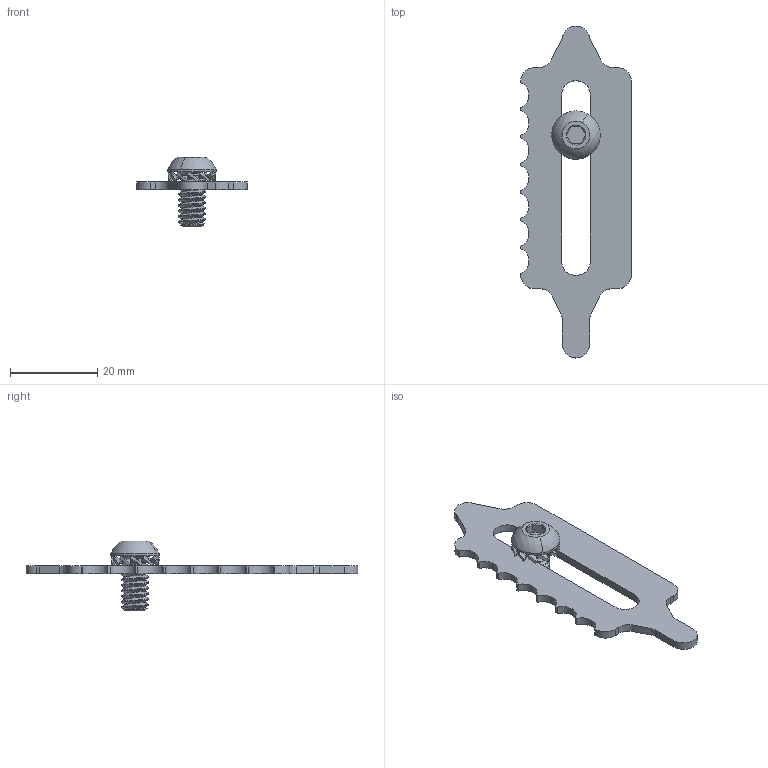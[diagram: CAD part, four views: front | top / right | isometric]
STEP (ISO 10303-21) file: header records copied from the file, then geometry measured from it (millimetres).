
FILE_DESCRIPTION (( 'STEP AP214' ), '1' );
FILE_NAME ('42200.STEP', '2015-12-16T14:42:22', ( 'Mike W' ), ( '' ), 'SwSTEP 2.0', 'SolidWorks 2015', '' );
FILE_SCHEMA (( 'AUTOMOTIVE_DESIGN' ));
Length unit declared in the file: inch
Products named in the file (4): M6 WASHER_M6 WASHER ; 142012 BHCS_142012 BHSC; 422001_422001; 42200
Assembly tree (3 placements, depth 2):
  42200
    422001_422001
    142012 BHCS_142012 BHSC
    M6 WASHER_M6 WASHER 
Bounding box: 25.4 x 76.2 x 16.05 mm (x, y, z)
Volume: 2639.2 mm3; surface area: 3646.8 mm2
Topology: 3 solids, 3 shells, 193 faces, 495 edges, 310 vertices
Faces by surface type: cylinder 71, plane 59, bspline 51, cone 10, sphere 2
Entity records: 8836 total; most frequent: CARTESIAN_POINT 4324, ORIENTED_EDGE 990, DIRECTION 779, EDGE_CURVE 495, VERTEX_POINT 310, LINE 293, VECTOR 293, AXIS2_PLACEMENT_3D 243
